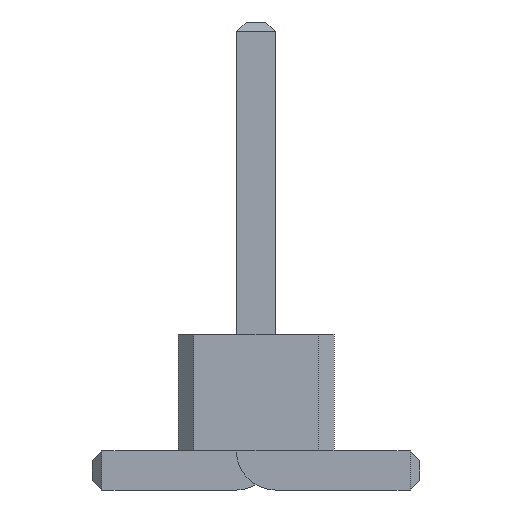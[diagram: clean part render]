
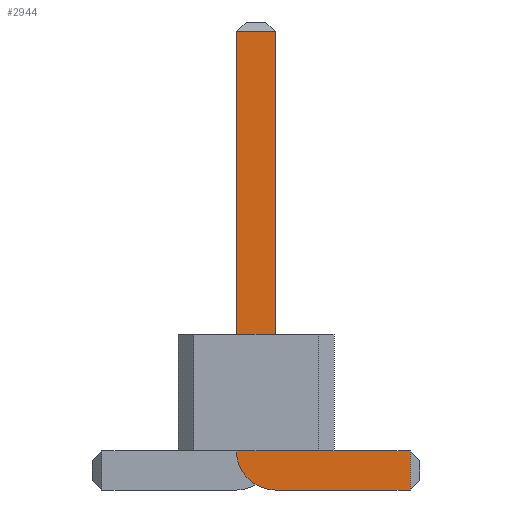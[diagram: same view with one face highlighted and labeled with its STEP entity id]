
A CAD part, front view. The second image highlights one B-rep face of the part: STEP entity #2944.
In plain terms, the highlighted planar face has unit normal (0, -1, 0).
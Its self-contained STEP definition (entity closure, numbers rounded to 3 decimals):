
#13=DIRECTION('',(0.,0.,1.));
#27=VECTOR('',#13,1.);
#67=DIRECTION('',(1.,0.,0.));
#1295=VECTOR('',#67,1.);
#1348=DIRECTION('',(-1.,0.,0.));
#2573=VECTOR('',#1348,1.);
#2758=DIRECTION('',(-0.,1.,0.));
#2759=DIRECTION('',(0.,0.,-1.));
#2776=VECTOR('',#2759,1.);
#2788=DIRECTION('',(0.,1.,0.));
#2789=DIRECTION('',(1.,0.,0.));
#2796=VERTEX_POINT('',#2797);
#2797=CARTESIAN_POINT('',(1.975,-21.25,0.));
#2799=ORIENTED_EDGE('',*,*,#2800,.T.);
#2800=EDGE_CURVE('',#2796,#2801,#2803,.T.);
#2801=VERTEX_POINT('',#2802);
#2802=CARTESIAN_POINT('',(0.25,-21.25,0.));
#2803=LINE('',#2804,#2573);
#2804=CARTESIAN_POINT('',(2.1,-21.25,0.));
#2841=VERTEX_POINT('',#2842);
#2842=CARTESIAN_POINT('',(-0.25,-21.25,0.5));
#2845=EDGE_CURVE('',#2801,#2841,#2846,.T.);
#2846=CIRCLE('',#2847,0.5);
#2847=AXIS2_PLACEMENT_3D('',#2848,#2758,#2759);
#2848=CARTESIAN_POINT('',(0.25,-21.25,0.5));
#2857=VERTEX_POINT('',#2848);
#2859=ORIENTED_EDGE('',*,*,#2860,.T.);
#2860=EDGE_CURVE('',#2857,#2861,#2863,.T.);
#2861=VERTEX_POINT('',#2862);
#2862=CARTESIAN_POINT('',(1.975,-21.25,0.5));
#2863=LINE('',#2848,#1295);
#2873=ORIENTED_EDGE('',*,*,#2874,.T.);
#2874=EDGE_CURVE('',#2841,#2875,#2877,.T.);
#2875=VERTEX_POINT('',#2876);
#2876=CARTESIAN_POINT('',(-0.25,-21.25,5.875));
#2877=LINE('',#2878,#27);
#2878=CARTESIAN_POINT('',(-0.25,-21.25,0.));
#2890=VERTEX_POINT('',#2891);
#2891=CARTESIAN_POINT('',(0.25,-21.25,5.875));
#2893=ORIENTED_EDGE('',*,*,#2894,.T.);
#2894=EDGE_CURVE('',#2890,#2857,#2895,.T.);
#2895=LINE('',#2896,#2776);
#2896=CARTESIAN_POINT('',(0.25,-21.25,6.));
#2944=ADVANCED_FACE('',(#2945),#2954,.F.);
#2945=FACE_BOUND('',#2946,.F.);
#2946=EDGE_LOOP('',(#2799,#2947,#2873,#2948,#2893,#2859,#2951));
#2947=ORIENTED_EDGE('',*,*,#2845,.T.);
#2948=ORIENTED_EDGE('',*,*,#2949,.T.);
#2949=EDGE_CURVE('',#2875,#2890,#2950,.T.);
#2950=LINE('',#2876,#1295);
#2951=ORIENTED_EDGE('',*,*,#2952,.T.);
#2952=EDGE_CURVE('',#2861,#2796,#2953,.T.);
#2953=LINE('',#2862,#2776);
#2954=PLANE('',#2955);
#2955=AXIS2_PLACEMENT_3D('',#2956,#2788,#2789);
#2956=CARTESIAN_POINT('',(0.316,-21.25,2.391));
